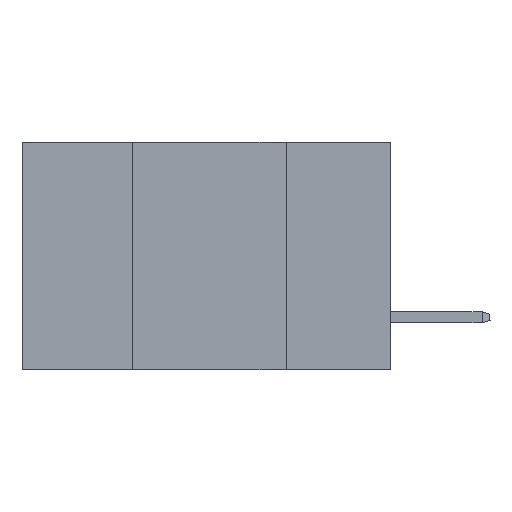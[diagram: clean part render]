
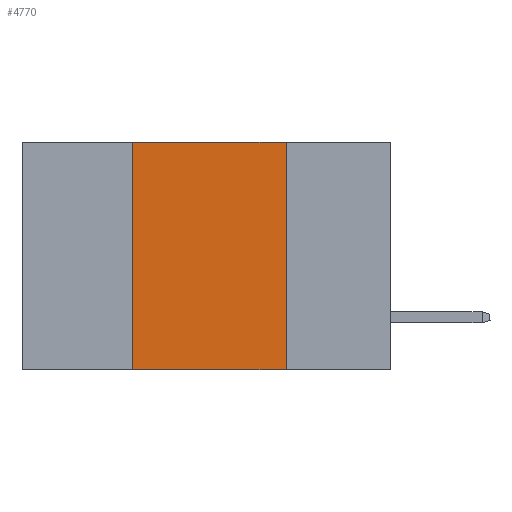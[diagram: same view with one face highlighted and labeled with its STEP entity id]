
A CAD part, left-side view. The second image highlights one B-rep face of the part: STEP entity #4770.
In plain terms, the highlighted planar face has unit normal (-1, 0, 0).
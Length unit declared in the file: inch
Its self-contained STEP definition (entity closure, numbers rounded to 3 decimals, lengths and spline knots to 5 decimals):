
#213 = DIRECTION ( 'NONE',  ( 0., -1., 0. ) ) ;
#260 = EDGE_LOOP ( 'NONE', ( #8798, #6710, #11931, #13250 ) ) ;
#739 = EDGE_CURVE ( 'NONE', #2069, #2450, #8109, .T. ) ;
#1234 = CARTESIAN_POINT ( 'NONE',  ( 0., 0.17, 0. ) ) ;
#1350 = CARTESIAN_POINT ( 'NONE',  ( 0., 0.17, 0. ) ) ;
#1376 = VERTEX_POINT ( 'NONE', #1350 ) ;
#1533 = CARTESIAN_POINT ( 'NONE',  ( 0., 0.17, -0.37 ) ) ;
#2069 = VERTEX_POINT ( 'NONE', #7309 ) ;
#2432 = EDGE_CURVE ( 'NONE', #2450, #1376, #10386, .T. ) ;
#2450 = VERTEX_POINT ( 'NONE', #8067 ) ;
#2562 = LINE ( 'NONE', #1234, #11733 ) ;
#2614 = EDGE_CURVE ( 'NONE', #2069, #5539, #7901, .T. ) ;
#2920 = FACE_OUTER_BOUND ( 'NONE', #260, .T. ) ;
#4248 = PLANE ( 'NONE',  #6425 ) ;
#4559 = VECTOR ( 'NONE', #4599, 39.37008 ) ;
#4599 = DIRECTION ( 'NONE',  ( 0., -1., 0. ) ) ;
#4770 = ADVANCED_FACE ( 'NONE', ( #2920 ), #4248, .F. ) ;
#4807 = EDGE_CURVE ( 'NONE', #1376, #5539, #2562, .T. ) ;
#5539 = VERTEX_POINT ( 'NONE', #1533 ) ;
#5680 = DIRECTION ( 'NONE',  ( 0., 0., -1. ) ) ;
#6425 = AXIS2_PLACEMENT_3D ( 'NONE', #11694, #10675, #10719 ) ;
#6708 = CARTESIAN_POINT ( 'NONE',  ( 0., 0.6, 0. ) ) ;
#6710 = ORIENTED_EDGE ( 'NONE', *, *, #2432, .F. ) ;
#7309 = CARTESIAN_POINT ( 'NONE',  ( 0., 0.42, -0.37 ) ) ;
#7901 = LINE ( 'NONE', #8471, #4559 ) ;
#8067 = CARTESIAN_POINT ( 'NONE',  ( 0., 0.42, 0. ) ) ;
#8109 = LINE ( 'NONE', #11649, #10572 ) ;
#8400 = VECTOR ( 'NONE', #213, 39.37008 ) ;
#8461 = DIRECTION ( 'NONE',  ( 0., 0., 1. ) ) ;
#8471 = CARTESIAN_POINT ( 'NONE',  ( 0., 0.6, -0.37 ) ) ;
#8798 = ORIENTED_EDGE ( 'NONE', *, *, #4807, .F. ) ;
#10386 = LINE ( 'NONE', #6708, #8400 ) ;
#10572 = VECTOR ( 'NONE', #8461, 39.37008 ) ;
#10675 = DIRECTION ( 'NONE',  ( 1., 0., 0. ) ) ;
#10719 = DIRECTION ( 'NONE',  ( 0., 0., -1. ) ) ;
#11649 = CARTESIAN_POINT ( 'NONE',  ( 0., 0.42, 0. ) ) ;
#11694 = CARTESIAN_POINT ( 'NONE',  ( 0., 0.6, 0. ) ) ;
#11733 = VECTOR ( 'NONE', #5680, 39.37008 ) ;
#11931 = ORIENTED_EDGE ( 'NONE', *, *, #739, .F. ) ;
#13250 = ORIENTED_EDGE ( 'NONE', *, *, #2614, .T. ) ;
